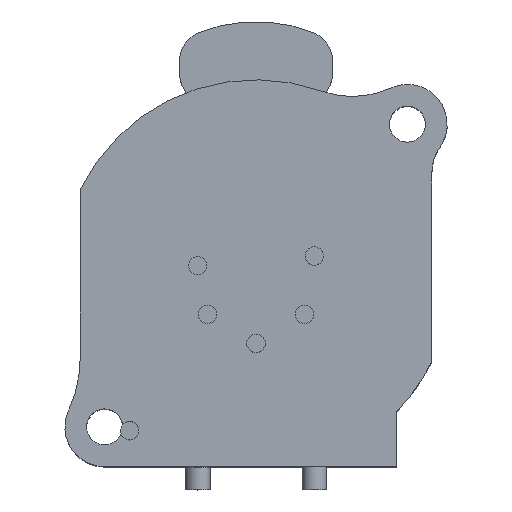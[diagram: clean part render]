
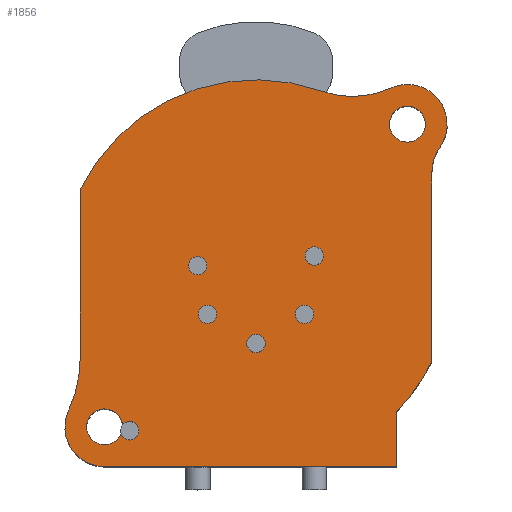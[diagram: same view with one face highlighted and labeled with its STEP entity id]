
A CAD part, top view. The second image highlights one B-rep face of the part: STEP entity #1856.
In plain terms, the highlighted planar face has unit normal (0, 0, 1).
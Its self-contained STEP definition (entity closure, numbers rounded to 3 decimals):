
#192=CARTESIAN_POINT('',(9.9,9.9,19.5));
#193=DIRECTION('',(0.,0.,-1.));
#194=DIRECTION('',(1.,0.,0.));
#195=AXIS2_PLACEMENT_3D('',#192,#193,#194);
#200=CARTESIAN_POINT('',(9.9,9.9,19.5));
#201=DIRECTION('',(0.,0.,-1.));
#202=DIRECTION('',(-1.,0.,0.));
#203=AXIS2_PLACEMENT_3D('',#200,#201,#202);
#208=DIRECTION('',(0.,-1.,0.));
#209=VECTOR('',#208,11.026);
#210=CARTESIAN_POINT('',(-11.5,5.62,19.5));
#211=LINE('',#210,#209);
#215=CARTESIAN_POINT('',(0.,0.,19.5));
#216=DIRECTION('',(0.,0.,1.));
#217=DIRECTION('',(0.335,0.942,0.));
#218=AXIS2_PLACEMENT_3D('',#215,#216,#217);
#223=CARTESIAN_POINT('',(6.303,17.712,19.5));
#224=DIRECTION('',(0.,0.,-1.));
#225=DIRECTION('',(0.418,-0.908,0.));
#226=AXIS2_PLACEMENT_3D('',#223,#224,#225);
#231=CARTESIAN_POINT('',(9.9,9.9,19.5));
#232=DIRECTION('',(0.,0.,1.));
#233=DIRECTION('',(0.821,-0.57,0.));
#234=AXIS2_PLACEMENT_3D('',#231,#232,#233);
#239=CARTESIAN_POINT('',(14.5,6.706,19.5));
#240=DIRECTION('',(0.,0.,-1.));
#241=DIRECTION('',(-1.,0.,0.));
#242=AXIS2_PLACEMENT_3D('',#239,#240,#241);
#247=DIRECTION('',(0.,1.,0.));
#248=VECTOR('',#247,12.327);
#249=CARTESIAN_POINT('',(11.5,-5.62,19.5));
#250=LINE('',#249,#248);
#254=CARTESIAN_POINT('',(0.,0.,19.5));
#255=DIRECTION('',(0.,0.,1.));
#256=DIRECTION('',(0.719,-0.695,0.));
#257=AXIS2_PLACEMENT_3D('',#254,#255,#256);
#262=DIRECTION('',(0.,1.,0.));
#263=VECTOR('',#262,3.601);
#264=CARTESIAN_POINT('',(9.2,-12.5,19.5));
#265=LINE('',#264,#263);
#269=DIRECTION('',(1.,0.,0.));
#270=VECTOR('',#269,19.1);
#271=CARTESIAN_POINT('',(-9.9,-12.5,19.5));
#272=LINE('',#271,#270);
#276=CARTESIAN_POINT('',(-9.9,-9.9,19.5));
#277=DIRECTION('',(0.,0.,1.));
#278=DIRECTION('',(-0.906,0.424,0.));
#279=AXIS2_PLACEMENT_3D('',#276,#277,#278);
#284=CARTESIAN_POINT('',(-19.5,-5.406,19.5));
#285=DIRECTION('',(0.,0.,-1.));
#286=DIRECTION('',(1.,0.,0.));
#287=AXIS2_PLACEMENT_3D('',#284,#285,#286);
#292=CARTESIAN_POINT('',(-8.255,-10.16,19.5));
#293=DIRECTION('',(0.,0.,-1.));
#294=DIRECTION('',(-0.791,0.611,0.));
#295=AXIS2_PLACEMENT_3D('',#292,#293,#294);
#300=CARTESIAN_POINT('',(-9.9,-9.9,19.5));
#301=DIRECTION('',(0.,0.,-1.));
#302=DIRECTION('',(-1.,0.,0.));
#303=AXIS2_PLACEMENT_3D('',#300,#301,#302);
#308=CARTESIAN_POINT('',(-9.9,-9.9,19.5));
#309=DIRECTION('',(0.,0.,-1.));
#310=DIRECTION('',(0.919,-0.394,0.));
#311=AXIS2_PLACEMENT_3D('',#308,#309,#310);
#316=CARTESIAN_POINT('',(-8.255,-10.16,19.5));
#317=DIRECTION('',(0.,0.,-1.));
#318=DIRECTION('',(1.,0.,0.));
#319=AXIS2_PLACEMENT_3D('',#316,#317,#318);
#324=CARTESIAN_POINT('',(3.175,-2.54,19.5));
#325=DIRECTION('',(0.,0.,-1.));
#326=DIRECTION('',(-1.,0.,0.));
#327=AXIS2_PLACEMENT_3D('',#324,#325,#326);
#332=CARTESIAN_POINT('',(3.175,-2.54,19.5));
#333=DIRECTION('',(0.,0.,-1.));
#334=DIRECTION('',(1.,0.,0.));
#335=AXIS2_PLACEMENT_3D('',#332,#333,#334);
#340=CARTESIAN_POINT('',(0.,-4.445,19.5));
#341=DIRECTION('',(0.,0.,-1.));
#342=DIRECTION('',(-1.,0.,0.));
#343=AXIS2_PLACEMENT_3D('',#340,#341,#342);
#348=CARTESIAN_POINT('',(0.,-4.445,19.5));
#349=DIRECTION('',(0.,0.,-1.));
#350=DIRECTION('',(1.,0.,0.));
#351=AXIS2_PLACEMENT_3D('',#348,#349,#350);
#356=CARTESIAN_POINT('',(3.81,1.27,19.5));
#357=DIRECTION('',(0.,0.,-1.));
#358=DIRECTION('',(-1.,0.,0.));
#359=AXIS2_PLACEMENT_3D('',#356,#357,#358);
#364=CARTESIAN_POINT('',(3.81,1.27,19.5));
#365=DIRECTION('',(0.,0.,-1.));
#366=DIRECTION('',(1.,0.,0.));
#367=AXIS2_PLACEMENT_3D('',#364,#365,#366);
#372=CARTESIAN_POINT('',(-3.175,-2.54,19.5));
#373=DIRECTION('',(0.,0.,-1.));
#374=DIRECTION('',(-1.,0.,0.));
#375=AXIS2_PLACEMENT_3D('',#372,#373,#374);
#380=CARTESIAN_POINT('',(-3.175,-2.54,19.5));
#381=DIRECTION('',(0.,0.,-1.));
#382=DIRECTION('',(1.,0.,0.));
#383=AXIS2_PLACEMENT_3D('',#380,#381,#382);
#388=CARTESIAN_POINT('',(-3.81,0.635,19.5));
#389=DIRECTION('',(0.,0.,-1.));
#390=DIRECTION('',(-1.,0.,0.));
#391=AXIS2_PLACEMENT_3D('',#388,#389,#390);
#396=CARTESIAN_POINT('',(-3.81,0.635,19.5));
#397=DIRECTION('',(0.,0.,-1.));
#398=DIRECTION('',(1.,0.,0.));
#399=AXIS2_PLACEMENT_3D('',#396,#397,#398);
#1481=CARTESIAN_POINT('',(-11.5,5.62,19.5));
#1482=CARTESIAN_POINT('',(-11.5,-5.406,19.5));
#1483=VERTEX_POINT('',#1481);
#1484=VERTEX_POINT('',#1482);
#1485=CARTESIAN_POINT('',(-12.255,-8.798,19.5));
#1486=CARTESIAN_POINT('',(-9.9,-12.5,19.5));
#1487=VERTEX_POINT('',#1485);
#1488=VERTEX_POINT('',#1486);
#1489=CARTESIAN_POINT('',(9.2,-12.5,19.5));
#1490=VERTEX_POINT('',#1489);
#1491=CARTESIAN_POINT('',(9.2,-8.899,19.5));
#1492=VERTEX_POINT('',#1491);
#1493=CARTESIAN_POINT('',(11.5,-5.62,19.5));
#1494=CARTESIAN_POINT('',(11.5,6.706,19.5));
#1495=VERTEX_POINT('',#1493);
#1496=VERTEX_POINT('',#1494);
#1497=CARTESIAN_POINT('',(12.036,8.417,19.5));
#1498=CARTESIAN_POINT('',(8.813,12.262,19.5));
#1499=VERTEX_POINT('',#1497);
#1500=VERTEX_POINT('',#1498);
#1501=CARTESIAN_POINT('',(4.292,12.059,19.5));
#1502=VERTEX_POINT('',#1501);
#1511=CARTESIAN_POINT('',(11.075,9.9,19.5));
#1512=CARTESIAN_POINT('',(8.725,9.9,19.5));
#1513=VERTEX_POINT('',#1511);
#1514=VERTEX_POINT('',#1512);
#1515=CARTESIAN_POINT('',(-11.075,-9.9,19.5));
#1516=VERTEX_POINT('',#1515);
#1555=CARTESIAN_POINT('',(-7.655,-10.16,19.5));
#1556=VERTEX_POINT('',#1555);
#1557=CARTESIAN_POINT('',(2.575,-2.54,19.5));
#1558=VERTEX_POINT('',#1557);
#1559=CARTESIAN_POINT('',(3.775,-2.54,19.5));
#1560=VERTEX_POINT('',#1559);
#1561=CARTESIAN_POINT('',(-0.6,-4.445,19.5));
#1562=VERTEX_POINT('',#1561);
#1563=CARTESIAN_POINT('',(0.6,-4.445,19.5));
#1564=VERTEX_POINT('',#1563);
#1691=CARTESIAN_POINT('',(-8.73,-9.793,19.5));
#1692=VERTEX_POINT('',#1691);
#1693=CARTESIAN_POINT('',(-8.82,-10.362,19.5));
#1694=VERTEX_POINT('',#1693);
#1695=CARTESIAN_POINT('',(3.21,1.27,19.5));
#1696=CARTESIAN_POINT('',(4.41,1.27,19.5));
#1697=VERTEX_POINT('',#1695);
#1698=VERTEX_POINT('',#1696);
#1699=CARTESIAN_POINT('',(-3.775,-2.54,19.5));
#1700=CARTESIAN_POINT('',(-2.575,-2.54,19.5));
#1701=VERTEX_POINT('',#1699);
#1702=VERTEX_POINT('',#1700);
#1703=CARTESIAN_POINT('',(-4.41,0.635,19.5));
#1704=CARTESIAN_POINT('',(-3.21,0.635,19.5));
#1705=VERTEX_POINT('',#1703);
#1706=VERTEX_POINT('',#1704);
#1783=CARTESIAN_POINT('',(0.,0.,19.5));
#1784=DIRECTION('',(0.,0.,1.));
#1785=DIRECTION('',(1.,0.,0.));
#1786=AXIS2_PLACEMENT_3D('',#1783,#1784,#1785);
#1787=PLANE('',#1786);
#1789=ORIENTED_EDGE('',*,*,#1788,.F.);
#1791=ORIENTED_EDGE('',*,*,#1790,.F.);
#1793=ORIENTED_EDGE('',*,*,#1792,.F.);
#1795=ORIENTED_EDGE('',*,*,#1794,.F.);
#1797=ORIENTED_EDGE('',*,*,#1796,.F.);
#1799=ORIENTED_EDGE('',*,*,#1798,.F.);
#1801=ORIENTED_EDGE('',*,*,#1800,.F.);
#1803=ORIENTED_EDGE('',*,*,#1802,.F.);
#1805=ORIENTED_EDGE('',*,*,#1804,.F.);
#1807=ORIENTED_EDGE('',*,*,#1806,.F.);
#1809=ORIENTED_EDGE('',*,*,#1808,.F.);
#1810=EDGE_LOOP('',(#1789,#1791,#1793,#1795,#1797,#1799,#1801,#1803,#1805,#1807,
#1809));
#1811=FACE_OUTER_BOUND('',#1810,.F.);
#1812=ORIENTED_EDGE('',*,*,#1763,.F.);
#1813=ORIENTED_EDGE('',*,*,#1777,.F.);
#1814=EDGE_LOOP('',(#1812,#1813));
#1815=FACE_BOUND('',#1814,.F.);
#1817=ORIENTED_EDGE('',*,*,#1816,.F.);
#1819=ORIENTED_EDGE('',*,*,#1818,.F.);
#1821=ORIENTED_EDGE('',*,*,#1820,.F.);
#1823=ORIENTED_EDGE('',*,*,#1822,.F.);
#1824=EDGE_LOOP('',(#1817,#1819,#1821,#1823));
#1825=FACE_BOUND('',#1824,.F.);
#1827=ORIENTED_EDGE('',*,*,#1826,.F.);
#1829=ORIENTED_EDGE('',*,*,#1828,.F.);
#1830=EDGE_LOOP('',(#1827,#1829));
#1831=FACE_BOUND('',#1830,.F.);
#1833=ORIENTED_EDGE('',*,*,#1832,.F.);
#1835=ORIENTED_EDGE('',*,*,#1834,.F.);
#1836=EDGE_LOOP('',(#1833,#1835));
#1837=FACE_BOUND('',#1836,.F.);
#1839=ORIENTED_EDGE('',*,*,#1838,.F.);
#1841=ORIENTED_EDGE('',*,*,#1840,.F.);
#1842=EDGE_LOOP('',(#1839,#1841));
#1843=FACE_BOUND('',#1842,.F.);
#1845=ORIENTED_EDGE('',*,*,#1844,.F.);
#1847=ORIENTED_EDGE('',*,*,#1846,.F.);
#1848=EDGE_LOOP('',(#1845,#1847));
#1849=FACE_BOUND('',#1848,.F.);
#1851=ORIENTED_EDGE('',*,*,#1850,.F.);
#1853=ORIENTED_EDGE('',*,*,#1852,.F.);
#1854=EDGE_LOOP('',(#1851,#1853));
#1855=FACE_BOUND('',#1854,.F.);
#1856=ADVANCED_FACE('',(#1811,#1815,#1825,#1831,#1837,#1843,#1849,#1855),#1787,
.T.);
#196=CIRCLE('',#195,1.175);
#204=CIRCLE('',#203,1.175);
#219=CIRCLE('',#218,12.8);
#227=CIRCLE('',#226,6.);
#235=CIRCLE('',#234,2.6);
#243=CIRCLE('',#242,3.);
#258=CIRCLE('',#257,12.8);
#280=CIRCLE('',#279,2.6);
#288=CIRCLE('',#287,8.);
#296=CIRCLE('',#295,0.6);
#304=CIRCLE('',#303,1.175);
#312=CIRCLE('',#311,1.175);
#320=CIRCLE('',#319,0.6);
#328=CIRCLE('',#327,0.6);
#336=CIRCLE('',#335,0.6);
#344=CIRCLE('',#343,0.6);
#352=CIRCLE('',#351,0.6);
#360=CIRCLE('',#359,0.6);
#368=CIRCLE('',#367,0.6);
#376=CIRCLE('',#375,0.6);
#384=CIRCLE('',#383,0.6);
#392=CIRCLE('',#391,0.6);
#400=CIRCLE('',#399,0.6);
#1763=EDGE_CURVE('',#1513,#1514,#196,.T.);
#1777=EDGE_CURVE('',#1514,#1513,#204,.T.);
#1788=EDGE_CURVE('',#1483,#1484,#211,.T.);
#1790=EDGE_CURVE('',#1502,#1483,#219,.T.);
#1792=EDGE_CURVE('',#1500,#1502,#227,.T.);
#1794=EDGE_CURVE('',#1499,#1500,#235,.T.);
#1796=EDGE_CURVE('',#1496,#1499,#243,.T.);
#1798=EDGE_CURVE('',#1495,#1496,#250,.T.);
#1800=EDGE_CURVE('',#1492,#1495,#258,.T.);
#1802=EDGE_CURVE('',#1490,#1492,#265,.T.);
#1804=EDGE_CURVE('',#1488,#1490,#272,.T.);
#1806=EDGE_CURVE('',#1487,#1488,#280,.T.);
#1808=EDGE_CURVE('',#1484,#1487,#288,.T.);
#1816=EDGE_CURVE('',#1692,#1556,#296,.T.);
#1818=EDGE_CURVE('',#1516,#1692,#304,.T.);
#1820=EDGE_CURVE('',#1694,#1516,#312,.T.);
#1822=EDGE_CURVE('',#1556,#1694,#320,.T.);
#1826=EDGE_CURVE('',#1558,#1560,#328,.T.);
#1828=EDGE_CURVE('',#1560,#1558,#336,.T.);
#1832=EDGE_CURVE('',#1562,#1564,#344,.T.);
#1834=EDGE_CURVE('',#1564,#1562,#352,.T.);
#1838=EDGE_CURVE('',#1697,#1698,#360,.T.);
#1840=EDGE_CURVE('',#1698,#1697,#368,.T.);
#1844=EDGE_CURVE('',#1701,#1702,#376,.T.);
#1846=EDGE_CURVE('',#1702,#1701,#384,.T.);
#1850=EDGE_CURVE('',#1705,#1706,#392,.T.);
#1852=EDGE_CURVE('',#1706,#1705,#400,.T.);
